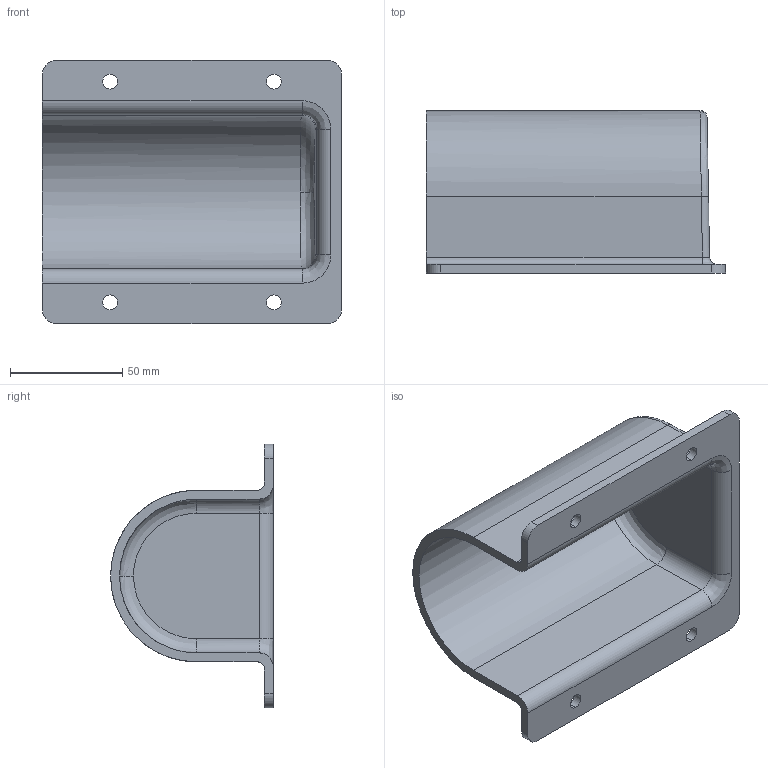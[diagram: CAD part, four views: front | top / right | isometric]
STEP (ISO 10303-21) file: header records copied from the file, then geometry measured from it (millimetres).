
FILE_DESCRIPTION (( 'STEP AP203' ), '1' );
FILE_NAME ('1043-3P.STEP', '2017-05-05T17:24:15', ( 'admin' ), ( 'Hewlett-Packard Company' ), 'SwSTEP 2.0', 'SolidWorks 2017', '' );
FILE_SCHEMA (( 'CONFIG_CONTROL_DESIGN' ));
Length unit declared in the file: inch
Products named in the file (1): 1043-3P
Bounding box: 133.33 x 72.55 x 117.47 mm (x, y, z)
Volume: 129884.6 mm3; surface area: 66613.3 mm2
Topology: 1 solids, 1 shells, 44 faces, 114 edges, 72 vertices
Faces by surface type: cylinder 24, plane 12, bspline 8
Entity records: 1737 total; most frequent: CARTESIAN_POINT 607, ORIENTED_EDGE 228, DIRECTION 216, EDGE_CURVE 114, AXIS2_PLACEMENT_3D 81, VERTEX_POINT 72, LINE 54, VECTOR 54
